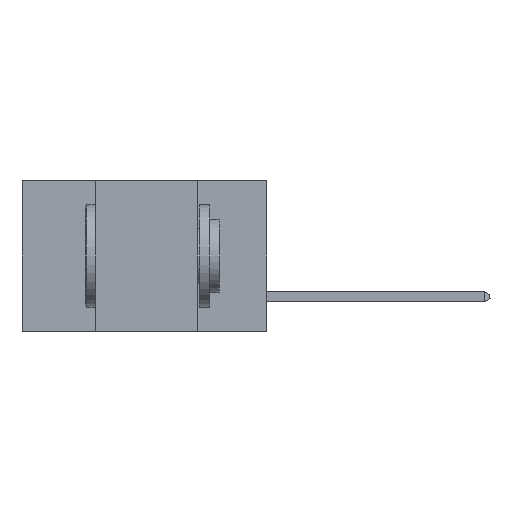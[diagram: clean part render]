
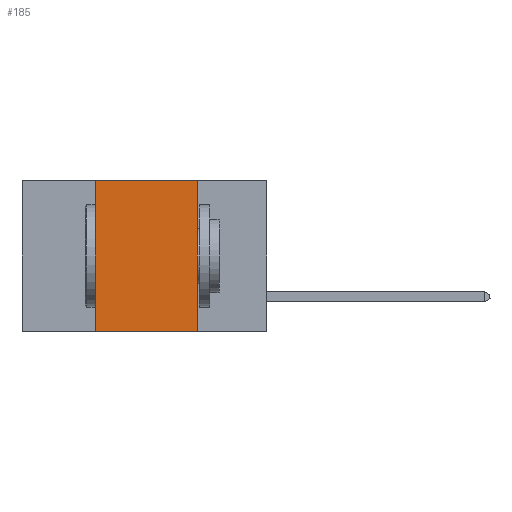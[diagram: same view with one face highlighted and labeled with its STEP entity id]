
A CAD part, left-side view. The second image highlights one B-rep face of the part: STEP entity #185.
In plain terms, the highlighted planar face has unit normal (-1, 0, 0).
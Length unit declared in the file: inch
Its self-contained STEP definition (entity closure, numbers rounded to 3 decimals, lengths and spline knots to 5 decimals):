
#185 = ADVANCED_FACE ( 'NONE', ( #27610 ), #24810, .F. ) ;
#824 = LINE ( 'NONE', #5278, #22968 ) ;
#4188 = DIRECTION ( 'NONE',  ( 0., 0., 1. ) ) ;
#4437 = VECTOR ( 'NONE', #37388, 39.37008 ) ;
#5278 = CARTESIAN_POINT ( 'NONE',  ( 0., 0.17, 0. ) ) ;
#6346 = LINE ( 'NONE', #13561, #15476 ) ;
#7130 = ORIENTED_EDGE ( 'NONE', *, *, #21374, .F. ) ;
#7808 = LINE ( 'NONE', #37258, #4437 ) ;
#8391 = DIRECTION ( 'NONE',  ( 0., 0., -1. ) ) ;
#9028 = EDGE_CURVE ( 'NONE', #21938, #32334, #824, .T. ) ;
#10675 = ORIENTED_EDGE ( 'NONE', *, *, #27141, .T. ) ;
#13561 = CARTESIAN_POINT ( 'NONE',  ( 0., 0.42, 0. ) ) ;
#15033 = CARTESIAN_POINT ( 'NONE',  ( 0., 0.17, -0.37 ) ) ;
#15282 = CARTESIAN_POINT ( 'NONE',  ( 0., 0.6, 0. ) ) ;
#15476 = VECTOR ( 'NONE', #4188, 39.37008 ) ;
#18597 = CARTESIAN_POINT ( 'NONE',  ( 0., 0.17, 0. ) ) ;
#19608 = CARTESIAN_POINT ( 'NONE',  ( 0., 0.42, 0. ) ) ;
#21374 = EDGE_CURVE ( 'NONE', #34943, #21938, #7808, .T. ) ;
#21938 = VERTEX_POINT ( 'NONE', #18597 ) ;
#22336 = ORIENTED_EDGE ( 'NONE', *, *, #35004, .F. ) ;
#22910 = DIRECTION ( 'NONE',  ( 0., -1., 0. ) ) ;
#22968 = VECTOR ( 'NONE', #8391, 39.37008 ) ;
#22969 = CARTESIAN_POINT ( 'NONE',  ( 0., 0.42, -0.37 ) ) ;
#23194 = CARTESIAN_POINT ( 'NONE',  ( 0., 0.6, -0.37 ) ) ;
#24308 = ORIENTED_EDGE ( 'NONE', *, *, #9028, .F. ) ;
#24810 = PLANE ( 'NONE',  #28344 ) ;
#25809 = EDGE_LOOP ( 'NONE', ( #24308, #7130, #22336, #10675 ) ) ;
#27141 = EDGE_CURVE ( 'NONE', #30310, #32334, #34373, .T. ) ;
#27610 = FACE_OUTER_BOUND ( 'NONE', #25809, .T. ) ;
#28344 = AXIS2_PLACEMENT_3D ( 'NONE', #15282, #37271, #30684 ) ;
#29101 = VECTOR ( 'NONE', #22910, 39.37008 ) ;
#30310 = VERTEX_POINT ( 'NONE', #22969 ) ;
#30684 = DIRECTION ( 'NONE',  ( 0., 0., -1. ) ) ;
#32334 = VERTEX_POINT ( 'NONE', #15033 ) ;
#34373 = LINE ( 'NONE', #23194, #29101 ) ;
#34943 = VERTEX_POINT ( 'NONE', #19608 ) ;
#35004 = EDGE_CURVE ( 'NONE', #30310, #34943, #6346, .T. ) ;
#37258 = CARTESIAN_POINT ( 'NONE',  ( 0., 0.6, 0. ) ) ;
#37271 = DIRECTION ( 'NONE',  ( 1., 0., 0. ) ) ;
#37388 = DIRECTION ( 'NONE',  ( 0., -1., 0. ) ) ;
